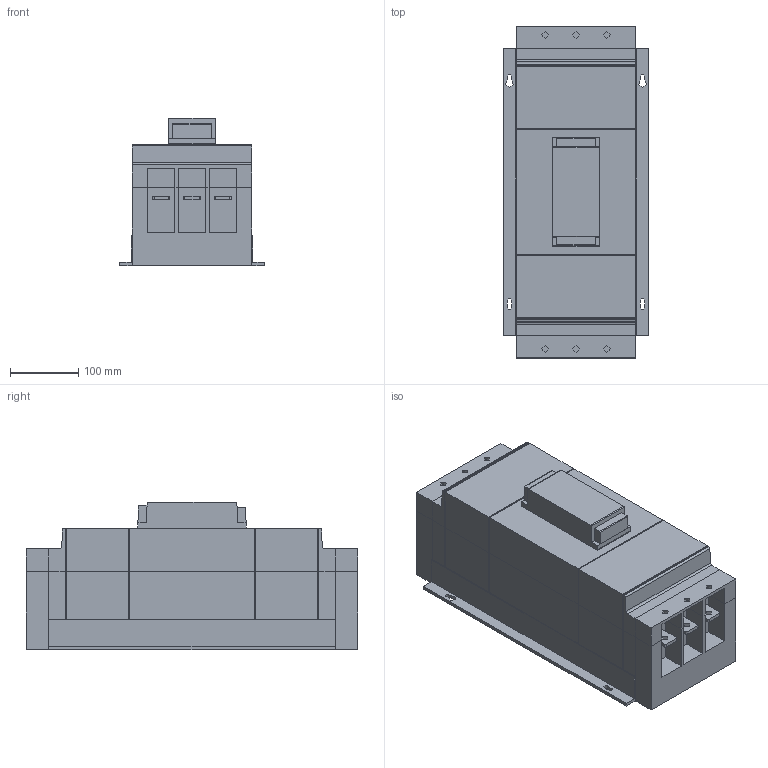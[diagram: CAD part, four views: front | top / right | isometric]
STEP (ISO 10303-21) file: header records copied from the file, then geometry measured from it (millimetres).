
FILE_DESCRIPTION(/* description */ (''),/* implementation_level */ '2;1');
FILE_NAME(/* name */ '3d_ADXL0250600.stp',/* time_stamp */ '2017-06-30T10:57:30+02:00',/* author */ ('Andrzej'),/* organization */ (''),/* preprocessor_version */ 'ST-DEVELOPER v15.5',/* originating_system */ 'AutoCAD Mechanical',/* authorisation */ '');
FILE_SCHEMA (('AUTOMOTIVE_DESIGN { 1 0 10303 214 3 1 1 }'));
Length unit declared in the file: millimetre
Products named in the file (1): Product
Bounding box: 212 x 486 x 216 mm (x, y, z)
Volume: 14376356.9 mm3; surface area: 1349433 mm2
Topology: 34 solids, 34 shells, 314 faces, 930 edges, 816 vertices
Faces by surface type: plane 274, cylinder 40
Full cylindrical faces by diameter (mm): 10.6 x12
Entity records: 10309 total; most frequent: CARTESIAN_POINT 2091, DIRECTION 1748, ORIENTED_EDGE 1452, EDGE_CURVE 726, LINE 706, VECTOR 706, AXIS2_PLACEMENT_3D 521, VERTEX_POINT 492
